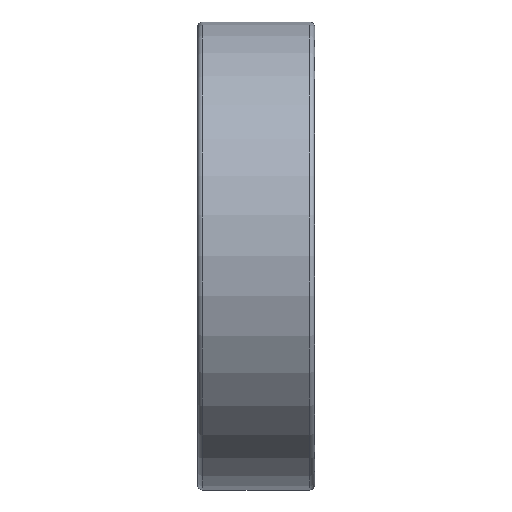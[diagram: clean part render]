
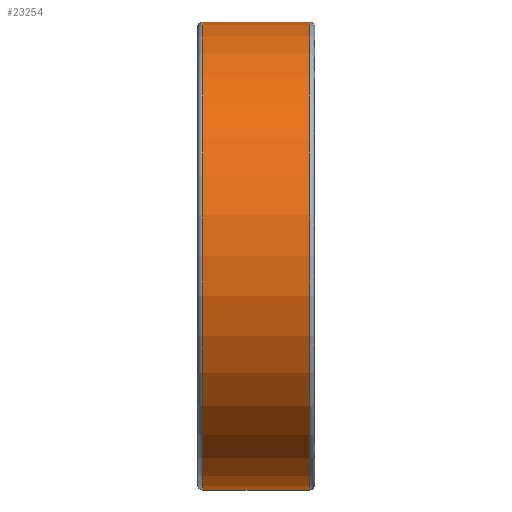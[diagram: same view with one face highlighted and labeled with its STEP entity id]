
A CAD part, top view. The second image highlights one B-rep face of the part: STEP entity #23254.
In plain terms, the highlighted cylindrical face has radius 14 mm (diameter 28 mm), a partial arc.
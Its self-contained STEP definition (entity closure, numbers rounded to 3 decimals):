
#12256=DIRECTION('',(-1.,0.,0.));
#12257=VECTOR('',#12256,6.4);
#12258=CARTESIAN_POINT('',(3.2,14.,0.));
#12259=LINE('',#12258,#12257);
#12263=DIRECTION('',(-1.,0.,0.));
#12264=VECTOR('',#12263,6.4);
#12265=CARTESIAN_POINT('',(3.2,-14.,0.));
#12266=LINE('',#12265,#12264);
#12278=CARTESIAN_POINT('',(3.2,0.,0.));
#12279=DIRECTION('',(1.,0.,0.));
#12280=DIRECTION('',(0.,1.,0.));
#12281=AXIS2_PLACEMENT_3D('',#12278,#12279,#12280);
#12286=CARTESIAN_POINT('',(-3.2,0.,0.));
#12287=DIRECTION('',(1.,0.,0.));
#12288=DIRECTION('',(0.,1.,0.));
#12289=AXIS2_PLACEMENT_3D('',#12286,#12287,#12288);
#19810=CARTESIAN_POINT('',(3.2,14.,0.));
#19811=CARTESIAN_POINT('',(-3.2,14.,0.));
#19812=VERTEX_POINT('',#19810);
#19813=VERTEX_POINT('',#19811);
#19822=CARTESIAN_POINT('',(3.2,-14.,0.));
#19823=CARTESIAN_POINT('',(-3.2,-14.,0.));
#19824=VERTEX_POINT('',#19822);
#19825=VERTEX_POINT('',#19823);
#23242=CARTESIAN_POINT('',(-3.85,0.,0.));
#23243=DIRECTION('',(1.,0.,0.));
#23244=DIRECTION('',(0.,-1.,0.));
#23245=AXIS2_PLACEMENT_3D('',#23242,#23243,#23244);
#23246=CYLINDRICAL_SURFACE('',#23245,14.);
#23247=ORIENTED_EDGE('',*,*,#23232,.F.);
#23248=ORIENTED_EDGE('',*,*,#23209,.T.);
#23249=ORIENTED_EDGE('',*,*,#23236,.T.);
#23251=ORIENTED_EDGE('',*,*,#23250,.F.);
#23252=EDGE_LOOP('',(#23247,#23248,#23249,#23251));
#23253=FACE_OUTER_BOUND('',#23252,.F.);
#12282=CIRCLE('',#12281,14.);
#12290=CIRCLE('',#12289,14.);
#23209=EDGE_CURVE('',#19812,#19824,#12282,.T.);
#23232=EDGE_CURVE('',#19812,#19813,#12259,.T.);
#23236=EDGE_CURVE('',#19824,#19825,#12266,.T.);
#23250=EDGE_CURVE('',#19813,#19825,#12290,.T.);
#23254=ADVANCED_FACE('',(#23253),#23246,.T.);
